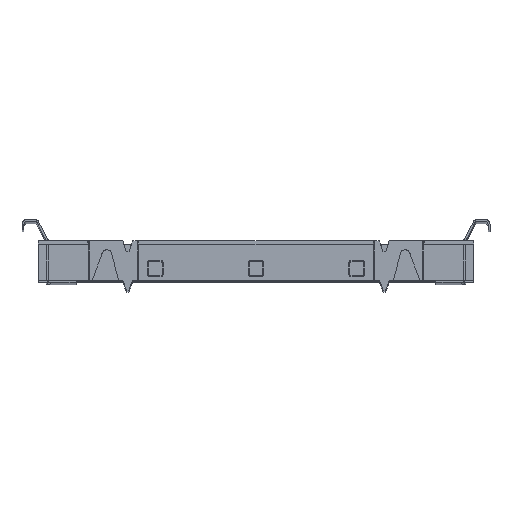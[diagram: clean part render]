
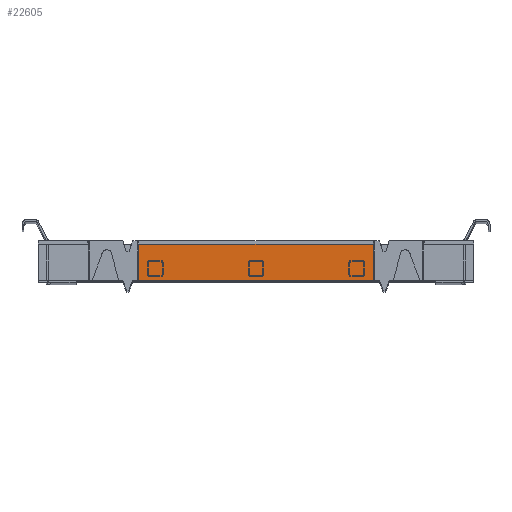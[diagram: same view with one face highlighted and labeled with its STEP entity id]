
A CAD part, top view. The second image highlights one B-rep face of the part: STEP entity #22605.
In plain terms, the highlighted planar face has unit normal (0, 0, 1).
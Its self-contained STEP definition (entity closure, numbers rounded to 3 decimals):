
#22043 = VERTEX_POINT ( 'NONE', #35550 ) ;
#22045 = EDGE_CURVE ( 'NONE', #22046, #22043, #35549, .T. ) ;
#22046 = VERTEX_POINT ( 'NONE', #35545 ) ;
#22329 = VERTEX_POINT ( 'NONE', #36033 ) ;
#22331 = EDGE_CURVE ( 'NONE', #22329, #22332, #36032, .T. ) ;
#22332 = VERTEX_POINT ( 'NONE', #36028 ) ;
#22373 = EDGE_CURVE ( 'NONE', #22374, #22332, #36147, .T. ) ;
#22374 = VERTEX_POINT ( 'NONE', #36143 ) ;
#22446 = VERTEX_POINT ( 'NONE', #36271 ) ;
#22448 = EDGE_CURVE ( 'NONE', #22043, #22446, #36270, .T. ) ;
#22583 = ORIENTED_EDGE ( 'NONE', *, *, #22584, .T. ) ;
#22584 = EDGE_CURVE ( 'NONE', #22329, #22585, #36439, .T. ) ;
#22585 = VERTEX_POINT ( 'NONE', #36435 ) ;
#22586 = ORIENTED_EDGE ( 'NONE', *, *, #22587, .T. ) ;
#22587 = EDGE_CURVE ( 'NONE', #22585, #22046, #36502, .T. ) ;
#22588 = ORIENTED_EDGE ( 'NONE', *, *, #22045, .T. ) ;
#22589 = ORIENTED_EDGE ( 'NONE', *, *, #22448, .T. ) ;
#22590 = ORIENTED_EDGE ( 'NONE', *, *, #22601, .T. ) ;
#22591 = ORIENTED_EDGE ( 'NONE', *, *, #22613, .F. ) ;
#22592 = ORIENTED_EDGE ( 'NONE', *, *, #22373, .T. ) ;
#22593 = ORIENTED_EDGE ( 'NONE', *, *, #22331, .F. ) ;
#22601 = EDGE_CURVE ( 'NONE', #22446, #22614, #36493, .T. ) ;
#22605 = ADVANCED_FACE ( 'NONE', ( #36485 ), #36484, .F. ) ;
#22606 = EDGE_LOOP ( 'NONE', ( #22583, #22586, #22588, #22589, #22590, #22591, #22592, #22593 ) ) ;
#22613 = EDGE_CURVE ( 'NONE', #22374, #22614, #36531, .T. ) ;
#22614 = VERTEX_POINT ( 'NONE', #36527 ) ;
#35545 = CARTESIAN_POINT ( 'NONE',  ( 599., 10., 3066. ) ) ;
#35546 = DIRECTION ( 'NONE',  ( 0., 1., 0. ) ) ;
#35547 = VECTOR ( 'NONE', #35546, 1000. ) ;
#35548 = CARTESIAN_POINT ( 'NONE',  ( 599., 140., 3066. ) ) ;
#35549 = LINE ( 'NONE', #35548, #35547 ) ;
#35550 = CARTESIAN_POINT ( 'NONE',  ( 599., 190., 3066. ) ) ;
#36028 = CARTESIAN_POINT ( 'NONE',  ( -594., 190., 3066. ) ) ;
#36029 = DIRECTION ( 'NONE',  ( 1., 0., 0. ) ) ;
#36030 = VECTOR ( 'NONE', #36029, 1000. ) ;
#36031 = CARTESIAN_POINT ( 'NONE',  ( -1100., 190., 3066. ) ) ;
#36032 = LINE ( 'NONE', #36031, #36030 ) ;
#36033 = CARTESIAN_POINT ( 'NONE',  ( -599., 190., 3066. ) ) ;
#36143 = CARTESIAN_POINT ( 'NONE',  ( -594., 194., 3066. ) ) ;
#36144 = DIRECTION ( 'NONE',  ( 0., -1., 0. ) ) ;
#36145 = VECTOR ( 'NONE', #36144, 1000. ) ;
#36146 = CARTESIAN_POINT ( 'NONE',  ( -594., 194., 3066. ) ) ;
#36147 = LINE ( 'NONE', #36146, #36145 ) ;
#36267 = DIRECTION ( 'NONE',  ( -1., 0., 0. ) ) ;
#36268 = VECTOR ( 'NONE', #36267, 1000. ) ;
#36269 = CARTESIAN_POINT ( 'NONE',  ( -1100., 190., 3066. ) ) ;
#36270 = LINE ( 'NONE', #36269, #36268 ) ;
#36271 = CARTESIAN_POINT ( 'NONE',  ( 594., 190., 3066. ) ) ;
#36435 = CARTESIAN_POINT ( 'NONE',  ( -599., 10., 3066. ) ) ;
#36436 = DIRECTION ( 'NONE',  ( 0., -1., 0. ) ) ;
#36437 = VECTOR ( 'NONE', #36436, 1000. ) ;
#36438 = CARTESIAN_POINT ( 'NONE',  ( -599., 10., 3066. ) ) ;
#36439 = LINE ( 'NONE', #36438, #36437 ) ;
#36480 = DIRECTION ( 'NONE',  ( 0., -1., 0. ) ) ;
#36481 = DIRECTION ( 'NONE',  ( 0., 0., -1. ) ) ;
#36482 = CARTESIAN_POINT ( 'NONE',  ( -1100., 194., 3066. ) ) ;
#36483 = AXIS2_PLACEMENT_3D ( 'NONE', #36482, #36481, #36480 ) ;
#36484 = PLANE ( 'NONE',  #36483 ) ;
#36485 = FACE_OUTER_BOUND ( 'NONE', #22606, .T. ) ;
#36490 = DIRECTION ( 'NONE',  ( 0., 1., 0. ) ) ;
#36491 = VECTOR ( 'NONE', #36490, 1000. ) ;
#36492 = CARTESIAN_POINT ( 'NONE',  ( 594., 194., 3066. ) ) ;
#36493 = LINE ( 'NONE', #36492, #36491 ) ;
#36499 = DIRECTION ( 'NONE',  ( 1., 0., 0. ) ) ;
#36500 = VECTOR ( 'NONE', #36499, 1000. ) ;
#36501 = CARTESIAN_POINT ( 'NONE',  ( -1100., 10., 3066. ) ) ;
#36502 = LINE ( 'NONE', #36501, #36500 ) ;
#36527 = CARTESIAN_POINT ( 'NONE',  ( 594., 194., 3066. ) ) ;
#36528 = DIRECTION ( 'NONE',  ( 1., 0., 0. ) ) ;
#36529 = VECTOR ( 'NONE', #36528, 1000. ) ;
#36530 = CARTESIAN_POINT ( 'NONE',  ( -1100., 194., 3066. ) ) ;
#36531 = LINE ( 'NONE', #36530, #36529 ) ;
